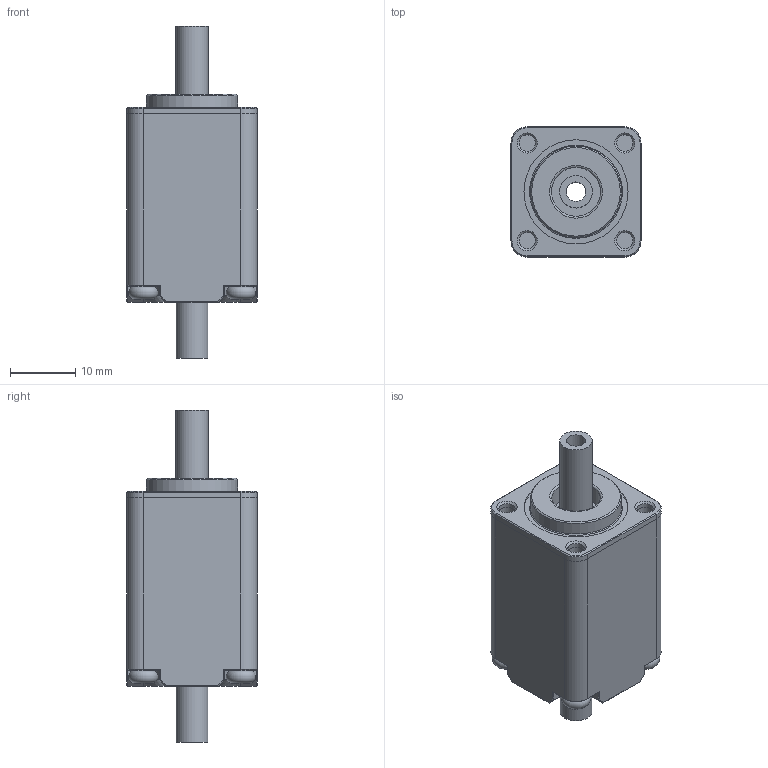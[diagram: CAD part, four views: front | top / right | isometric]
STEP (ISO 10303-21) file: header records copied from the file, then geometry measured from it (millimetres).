
FILE_DESCRIPTION(/* description */ (''),/* implementation_level */ '2;1');
FILE_NAME(/* name */ 'OUKEDA MOTOR_v4.step',/* time_stamp */ '2025-04-08T13:45:02-04:00',/* author */ (''),/* organization */ (''),/* preprocessor_version */ 'ST-DEVELOPER v20.1',/* originating_system */ 'Autodesk Translation Framework v14.4.0.0',/* authorisation */ '');
FILE_SCHEMA (('AUTOMOTIVE_DESIGN { 1 0 10303 214 3 1 1 }'));
Length unit declared in the file: millimetre
Products named in the file (1): OUKEDA MOTOR
Bounding box: 20 x 20 x 51.05 mm (x, y, z)
Volume: 11808 mm3; surface area: 5053.7 mm2
Topology: 3 solids, 3 shells, 199 faces, 486 edges, 305 vertices
Faces by surface type: plane 146, cylinder 28, cone 17, torus 8
Full cylindrical faces by diameter (mm): 2.529 x8, 3 x2, 4.901 x1, 5 x1, 5.6 x1, 7.5 x1, 14 x1, 16 x1
Entity records: 5924 total; most frequent: CARTESIAN_POINT 1211, ORIENTED_EDGE 972, DIRECTION 937, EDGE_CURVE 486, LINE 321, VECTOR 321, AXIS2_PLACEMENT_3D 308, VERTEX_POINT 305
